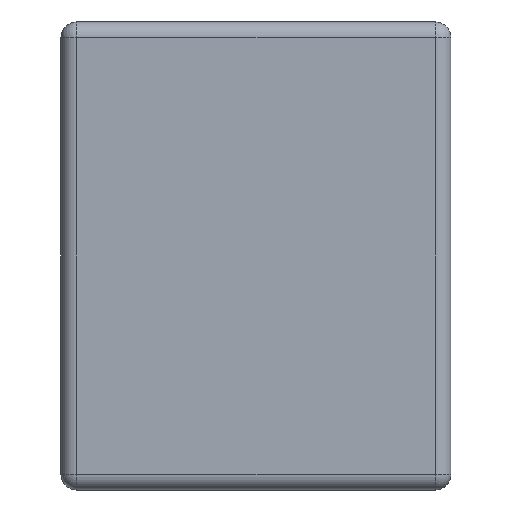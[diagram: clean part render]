
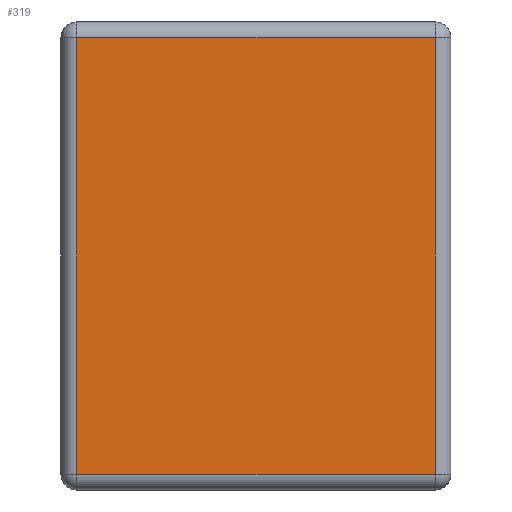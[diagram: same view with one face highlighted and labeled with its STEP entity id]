
A CAD part, left-side view. The second image highlights one B-rep face of the part: STEP entity #319.
In plain terms, the highlighted planar face has unit normal (-1, 0, 0).
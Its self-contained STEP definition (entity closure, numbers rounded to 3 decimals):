
#4 = LINE ( 'NONE', #2490, #2673 ) ;
#48 = VECTOR ( 'NONE', #1730, 1000. ) ;
#79 = EDGE_CURVE ( 'NONE', #2127, #1170, #4, .T. ) ;
#121 = CARTESIAN_POINT ( 'NONE',  ( -0.5, 0.23, -0.28 ) ) ;
#141 = LINE ( 'NONE', #2069, #1462 ) ;
#177 = CARTESIAN_POINT ( 'NONE',  ( -0.5, 0.25, 0.3 ) ) ;
#319 = ADVANCED_FACE ( 'NONE', ( #943 ), #385, .F. ) ;
#378 = CARTESIAN_POINT ( 'NONE',  ( -0.5, -0.23, -0.28 ) ) ;
#385 = PLANE ( 'NONE',  #2998 ) ;
#745 = ORIENTED_EDGE ( 'NONE', *, *, #2208, .T. ) ;
#774 = EDGE_LOOP ( 'NONE', ( #2582, #2785, #745, #1198 ) ) ;
#919 = VECTOR ( 'NONE', #3160, 1000. ) ;
#943 = FACE_OUTER_BOUND ( 'NONE', #774, .T. ) ;
#1098 = LINE ( 'NONE', #1242, #48 ) ;
#1170 = VERTEX_POINT ( 'NONE', #378 ) ;
#1198 = ORIENTED_EDGE ( 'NONE', *, *, #2940, .T. ) ;
#1229 = VERTEX_POINT ( 'NONE', #1900 ) ;
#1242 = CARTESIAN_POINT ( 'NONE',  ( -0.5, -0.23, 0.3 ) ) ;
#1462 = VECTOR ( 'NONE', #3077, 1000. ) ;
#1576 = EDGE_CURVE ( 'NONE', #1170, #3201, #1098, .T. ) ;
#1615 = DIRECTION ( 'NONE',  ( 1., 0., 0. ) ) ;
#1730 = DIRECTION ( 'NONE',  ( 0., 0., 1. ) ) ;
#1746 = DIRECTION ( 'NONE',  ( 0., -1., 0. ) ) ;
#1900 = CARTESIAN_POINT ( 'NONE',  ( -0.5, 0.23, 0.28 ) ) ;
#2069 = CARTESIAN_POINT ( 'NONE',  ( -0.5, 0.25, 0.28 ) ) ;
#2127 = VERTEX_POINT ( 'NONE', #121 ) ;
#2129 = DIRECTION ( 'NONE',  ( 0., 1., 0. ) ) ;
#2183 = CARTESIAN_POINT ( 'NONE',  ( -0.5, 0.23, 0.3 ) ) ;
#2208 = EDGE_CURVE ( 'NONE', #3201, #1229, #141, .T. ) ;
#2393 = LINE ( 'NONE', #2183, #919 ) ;
#2490 = CARTESIAN_POINT ( 'NONE',  ( -0.5, 0.25, -0.28 ) ) ;
#2537 = CARTESIAN_POINT ( 'NONE',  ( -0.5, -0.23, 0.28 ) ) ;
#2582 = ORIENTED_EDGE ( 'NONE', *, *, #79, .T. ) ;
#2673 = VECTOR ( 'NONE', #1746, 1000. ) ;
#2785 = ORIENTED_EDGE ( 'NONE', *, *, #1576, .T. ) ;
#2940 = EDGE_CURVE ( 'NONE', #1229, #2127, #2393, .T. ) ;
#2998 = AXIS2_PLACEMENT_3D ( 'NONE', #177, #1615, #2129 ) ;
#3077 = DIRECTION ( 'NONE',  ( 0., 1., 0. ) ) ;
#3160 = DIRECTION ( 'NONE',  ( 0., 0., -1. ) ) ;
#3201 = VERTEX_POINT ( 'NONE', #2537 ) ;
